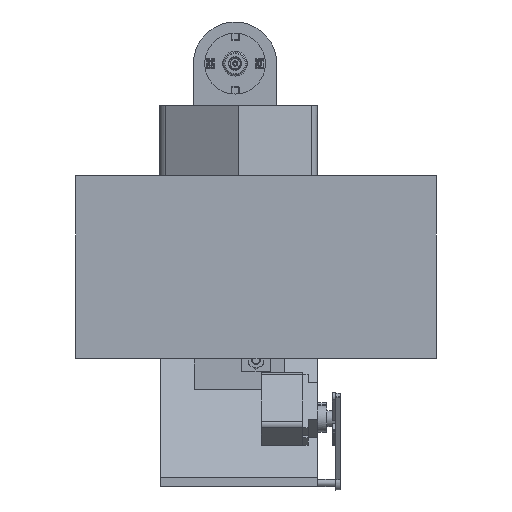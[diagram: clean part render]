
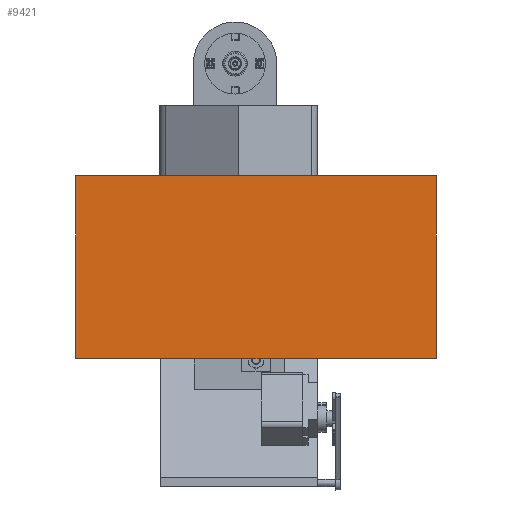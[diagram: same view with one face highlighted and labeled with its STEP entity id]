
A CAD part, front view. The second image highlights one B-rep face of the part: STEP entity #9421.
In plain terms, the highlighted face is planar.
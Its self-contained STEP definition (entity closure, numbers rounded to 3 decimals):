
#834=PLANE('',#10590);
#1171=FACE_OUTER_BOUND('',#1801,.T.);
#1801=EDGE_LOOP('',(#7445,#7446,#7447,#7448));
#2564=LINE('',#15555,#3259);
#2567=LINE('',#15561,#3262);
#2569=LINE('',#15564,#3264);
#2570=LINE('',#15566,#3265);
#3259=VECTOR('',#12523,10.);
#3262=VECTOR('',#12528,10.);
#3264=VECTOR('',#12532,10.);
#3265=VECTOR('',#12535,10.);
#4468=VERTEX_POINT('',#15552);
#4469=VERTEX_POINT('',#15554);
#4470=VERTEX_POINT('',#15558);
#4471=VERTEX_POINT('',#15560);
#5527=EDGE_CURVE('',#4469,#4468,#2564,.T.);
#5530=EDGE_CURVE('',#4471,#4470,#2567,.T.);
#5532=EDGE_CURVE('',#4468,#4471,#2569,.T.);
#5533=EDGE_CURVE('',#4470,#4469,#2570,.T.);
#7445=ORIENTED_EDGE('',*,*,#5532,.T.);
#7446=ORIENTED_EDGE('',*,*,#5530,.T.);
#7447=ORIENTED_EDGE('',*,*,#5533,.T.);
#7448=ORIENTED_EDGE('',*,*,#5527,.T.);
#9421=ADVANCED_FACE('',(#1171),#834,.T.);
#10590=AXIS2_PLACEMENT_3D('',#15565,#12533,#12534);
#12523=DIRECTION('',(-1.,0.,0.));
#12528=DIRECTION('',(1.,0.,0.));
#12532=DIRECTION('',(0.,-1.,0.));
#12533=DIRECTION('center_axis',(0.,0.,1.));
#12534=DIRECTION('ref_axis',(1.,0.,0.));
#12535=DIRECTION('',(0.,1.,0.));
#15552=CARTESIAN_POINT('',(-34.371,80.,90.));
#15554=CARTESIAN_POINT('',(46.936,80.,90.));
#15555=CARTESIAN_POINT('',(46.936,80.,90.));
#15558=CARTESIAN_POINT('',(46.936,-80.,90.));
#15560=CARTESIAN_POINT('',(-34.371,-80.,90.));
#15561=CARTESIAN_POINT('',(-34.371,-80.,90.));
#15564=CARTESIAN_POINT('',(-34.371,80.,90.));
#15565=CARTESIAN_POINT('Origin',(6.282,0.,90.));
#15566=CARTESIAN_POINT('',(46.936,-80.,90.));
